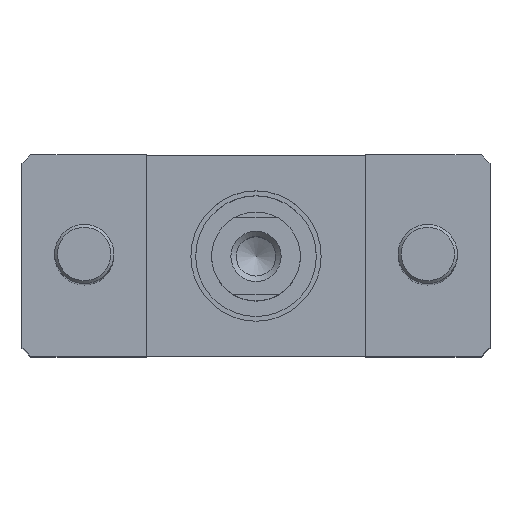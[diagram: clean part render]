
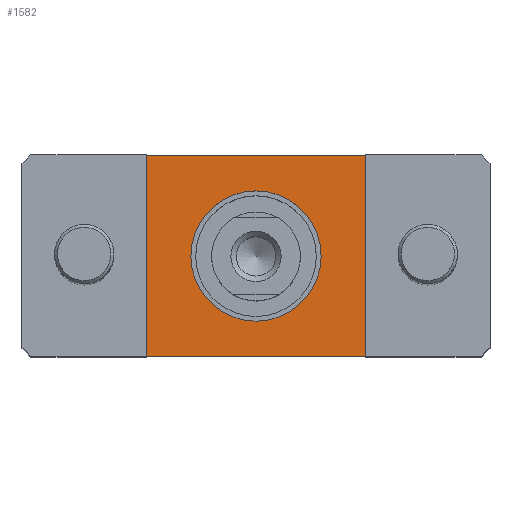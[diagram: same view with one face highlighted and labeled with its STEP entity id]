
A CAD part, top view. The second image highlights one B-rep face of the part: STEP entity #1582.
In plain terms, the highlighted planar face has unit normal (0, 0, 1).
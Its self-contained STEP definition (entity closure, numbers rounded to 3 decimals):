
#96=LINE('',#2555,#190);
#100=LINE('',#2563,#194);
#103=LINE('',#2569,#197);
#106=LINE('',#2575,#200);
#190=VECTOR('',#2069,1000.);
#194=VECTOR('',#2075,1000.);
#197=VECTOR('',#2080,1000.);
#200=VECTOR('',#2085,1000.);
#273=PLANE('',#1755);
#453=ORIENTED_EDGE('',*,*,#753,.F.);
#454=ORIENTED_EDGE('',*,*,#757,.T.);
#455=ORIENTED_EDGE('',*,*,#763,.F.);
#456=ORIENTED_EDGE('',*,*,#760,.T.);
#457=ORIENTED_EDGE('',*,*,#672,.T.);
#672=EDGE_CURVE('',#855,#855,#1011,.T.);
#753=EDGE_CURVE('',#933,#934,#96,.T.);
#757=EDGE_CURVE('',#933,#937,#100,.T.);
#760=EDGE_CURVE('',#939,#934,#103,.T.);
#763=EDGE_CURVE('',#939,#937,#106,.T.);
#855=VERTEX_POINT('',#2337);
#933=VERTEX_POINT('',#2554);
#934=VERTEX_POINT('',#2556);
#937=VERTEX_POINT('',#2564);
#939=VERTEX_POINT('',#2570);
#1011=CIRCLE('',#1666,11.);
#1177=EDGE_LOOP('',(#453,#454,#455,#456));
#1178=EDGE_LOOP('',(#457));
#1383=FACE_BOUND('',#1177,.T.);
#1384=FACE_BOUND('',#1178,.T.);
#1582=ADVANCED_FACE('',(#1383,#1384),#273,.T.);
#1666=AXIS2_PLACEMENT_3D('',#2336,#1860,#1861);
#1755=AXIS2_PLACEMENT_3D('',#2574,#2083,#2084);
#1860=DIRECTION('',(0.,0.,-1.));
#1861=DIRECTION('',(1.,0.,0.));
#2069=DIRECTION('',(-1.,0.,0.));
#2075=DIRECTION('',(0.,1.,0.));
#2080=DIRECTION('',(0.,-1.,0.));
#2083=DIRECTION('',(0.,0.,1.));
#2084=DIRECTION('',(1.,0.,0.));
#2085=DIRECTION('',(1.,0.,0.));
#2336=CARTESIAN_POINT('',(0.,0.,50.));
#2337=CARTESIAN_POINT('',(11.,0.,50.));
#2554=CARTESIAN_POINT('',(18.5,-17.,50.));
#2555=CARTESIAN_POINT('',(18.5,-17.,50.));
#2556=CARTESIAN_POINT('',(-18.5,-17.,50.));
#2563=CARTESIAN_POINT('',(18.5,-17.,50.));
#2564=CARTESIAN_POINT('',(18.5,17.,50.));
#2569=CARTESIAN_POINT('',(-18.5,17.,50.));
#2570=CARTESIAN_POINT('',(-18.5,17.,50.));
#2574=CARTESIAN_POINT('',(0.,0.,50.));
#2575=CARTESIAN_POINT('',(-18.5,17.,50.));
